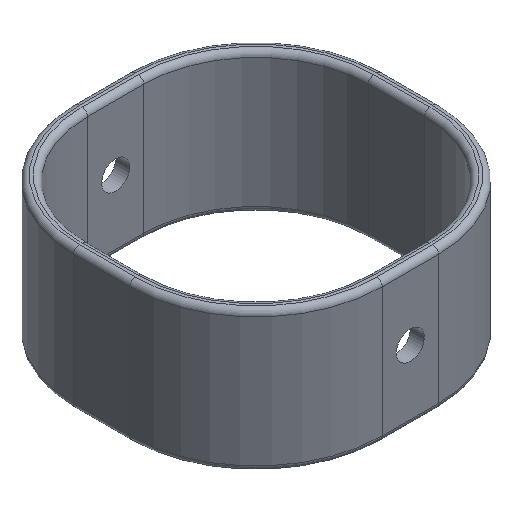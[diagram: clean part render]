
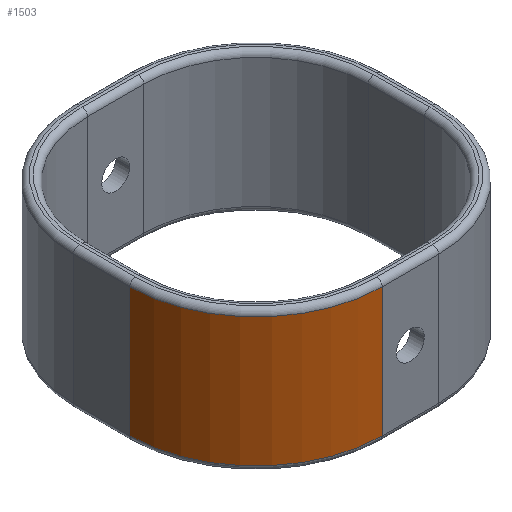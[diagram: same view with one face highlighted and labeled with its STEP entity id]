
A CAD part, isometric view. The second image highlights one B-rep face of the part: STEP entity #1503.
In plain terms, the highlighted cylindrical face has radius 45 mm (diameter 90 mm), a partial arc.
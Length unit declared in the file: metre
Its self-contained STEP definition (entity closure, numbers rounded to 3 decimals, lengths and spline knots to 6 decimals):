
#432=DIRECTION('',(0.,0.,-1.));
#433=VECTOR('',#432,0.046);
#434=CARTESIAN_POINT('',(-0.01,-0.055,0.023));
#435=LINE('',#434,#433);
#538=CARTESIAN_POINT('',(-0.01,-0.01,0.023));
#539=DIRECTION('',(0.,0.,1.));
#540=DIRECTION('',(-1.,0.,0.));
#541=AXIS2_PLACEMENT_3D('',#538,#539,#540);
#543=CARTESIAN_POINT('',(-0.01,-0.01,-0.023));
#544=DIRECTION('',(0.,0.,-1.));
#545=DIRECTION('',(0.,-1.,0.));
#546=AXIS2_PLACEMENT_3D('',#543,#544,#545);
#552=DIRECTION('',(0.,0.,-1.));
#553=VECTOR('',#552,0.046);
#554=CARTESIAN_POINT('',(-0.055,-0.01,0.023));
#555=LINE('',#554,#553);
#605=CARTESIAN_POINT('',(-0.01,-0.055,0.023));
#607=VERTEX_POINT('',#605);
#631=CARTESIAN_POINT('',(-0.055,-0.01,0.023));
#632=VERTEX_POINT('',#631);
#655=CARTESIAN_POINT('',(-0.01,-0.055,-0.023));
#656=VERTEX_POINT('',#655);
#659=CARTESIAN_POINT('',(-0.055,-0.01,-0.023));
#660=VERTEX_POINT('',#659);
#1491=CARTESIAN_POINT('',(-0.01,-0.01,0.09018));
#1492=DIRECTION('',(0.,0.,-1.));
#1493=DIRECTION('',(0.,-1.,0.));
#1494=AXIS2_PLACEMENT_3D('',#1491,#1492,#1493);
#1495=CYLINDRICAL_SURFACE('',#1494,0.045);
#1496=ORIENTED_EDGE('',*,*,#1484,.T.);
#1497=ORIENTED_EDGE('',*,*,#1344,.T.);
#1498=ORIENTED_EDGE('',*,*,#834,.T.);
#1500=ORIENTED_EDGE('',*,*,#1499,.F.);
#1501=EDGE_LOOP('',(#1496,#1497,#1498,#1500));
#1502=FACE_OUTER_BOUND('',#1501,.F.);
#1503=ADVANCED_FACE('',(#1502),#1495,.T.);
#542=CIRCLE('',#541,0.045);
#547=CIRCLE('',#546,0.045);
#834=EDGE_CURVE('',#656,#660,#547,.T.);
#1344=EDGE_CURVE('',#607,#656,#435,.T.);
#1484=EDGE_CURVE('',#632,#607,#542,.T.);
#1499=EDGE_CURVE('',#632,#660,#555,.T.);
